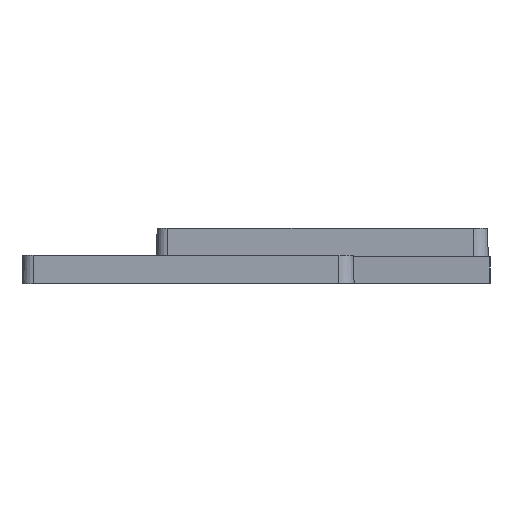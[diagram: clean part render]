
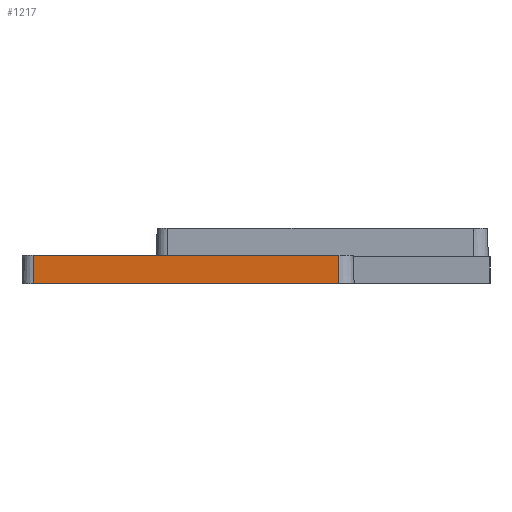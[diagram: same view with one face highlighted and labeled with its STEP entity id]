
A CAD part, left-side view. The second image highlights one B-rep face of the part: STEP entity #1217.
In plain terms, the highlighted planar face has unit normal (-0.99, 0.139, 0.035).
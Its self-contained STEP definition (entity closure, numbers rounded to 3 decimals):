
#1217 = ADVANCED_FACE( '', ( #1870 ), #1871, .T. );
#1870 = FACE_OUTER_BOUND( '', #2542, .T. );
#1871 = PLANE( '', #2543 );
#2542 = EDGE_LOOP( '', ( #5197, #5198, #5199, #5200 ) );
#2543 = AXIS2_PLACEMENT_3D( '', #5201, #5202, #5203 );
#5197 = ORIENTED_EDGE( '', *, *, #5813, .T. );
#5198 = ORIENTED_EDGE( '', *, *, #5652, .T. );
#5199 = ORIENTED_EDGE( '', *, *, #5706, .T. );
#5200 = ORIENTED_EDGE( '', *, *, #5925, .F. );
#5201 = CARTESIAN_POINT( '', ( -14.489, 2.036, 0. ) );
#5202 = DIRECTION( '', ( -0.99, 0.139, 0.035 ) );
#5203 = DIRECTION( '', ( -0.139, -0.99, 0. ) );
#5652 = EDGE_CURVE( '', #6736, #6738, #6740, .T. );
#5706 = EDGE_CURVE( '', #6738, #6845, #6847, .F. );
#5813 = EDGE_CURVE( '', #7057, #6736, #7058, .F. );
#5925 = EDGE_CURVE( '', #7057, #6845, #7227, .T. );
#6736 = VERTEX_POINT( '', #9006 );
#6738 = VERTEX_POINT( '', #9008 );
#6740 = LINE( '', #9010, #9011 );
#6845 = VERTEX_POINT( '', #9142 );
#6847 = LINE( '', #9144, #9145 );
#7057 = VERTEX_POINT( '', #9407 );
#7058 = LINE( '', #9408, #9409 );
#7227 = LINE( '', #9660, #9661 );
#9006 = CARTESIAN_POINT( '', ( -8.582, 43.008, 4.2 ) );
#9008 = CARTESIAN_POINT( '', ( -8.728, 43.028, 0. ) );
#9010 = CARTESIAN_POINT( '', ( -8.728, 43.028, 0. ) );
#9011 = VECTOR( '', #10062, 1000. );
#9142 = CARTESIAN_POINT( '', ( -15.122, -2.472, 0. ) );
#9144 = CARTESIAN_POINT( '', ( -14.489, 2.036, 0. ) );
#9145 = VECTOR( '', #10170, 1000. );
#9407 = CARTESIAN_POINT( '', ( -14.977, -2.492, 4.2 ) );
#9408 = CARTESIAN_POINT( '', ( -14.111, 3.67, 4.2 ) );
#9409 = VECTOR( '', #10385, 1000. );
#9660 = CARTESIAN_POINT( '', ( -15.122, -2.472, 0. ) );
#9661 = VECTOR( '', #10555, 1000. );
#10062 = DIRECTION( '', ( -0.035, 0.005, -0.999 ) );
#10170 = DIRECTION( '', ( 0.139, 0.99, 0. ) );
#10385 = DIRECTION( '', ( -0.139, -0.99, 0. ) );
#10555 = DIRECTION( '', ( -0.035, 0.005, -0.999 ) );
